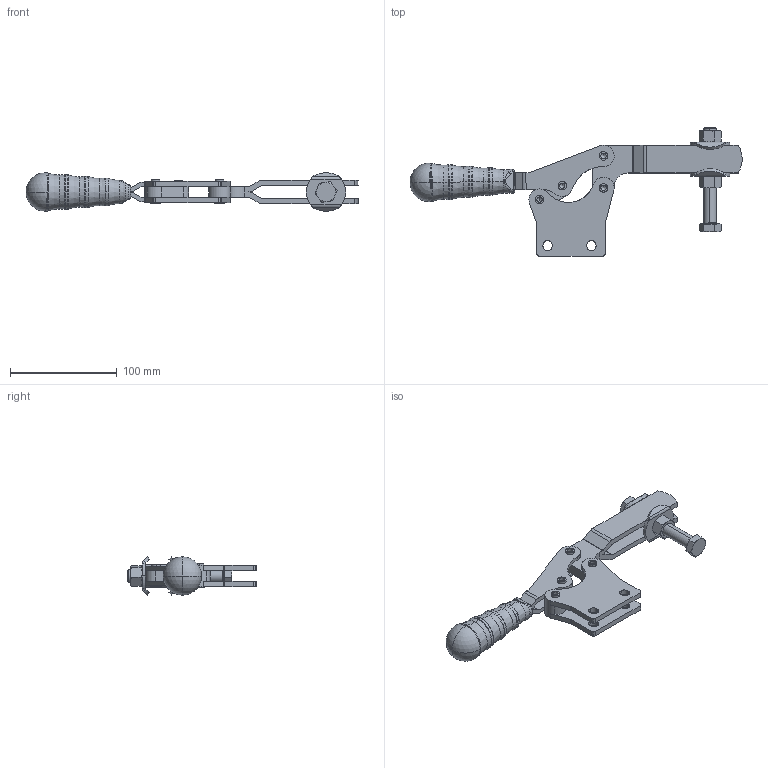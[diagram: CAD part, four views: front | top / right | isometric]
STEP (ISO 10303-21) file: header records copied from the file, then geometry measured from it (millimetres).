
FILE_DESCRIPTION((''),'2;1');
FILE_NAME('126.1.stp','2005-09-27T16:21:34',('Kysilko'),(''),'Autodesk Inventor 8','Autodesk Inventor 8','');
FILE_SCHEMA(('AUTOMOTIVE_DESIGN { 1 0 10303 214 1 1 1 1 }'));
Length unit declared in the file: millimetre
Products named in the file (1): Part29
Bounding box: 311.45 x 120.65 x 36 mm (x, y, z)
Volume: 188190.6 mm3; surface area: 69021.3 mm2
Topology: 1 solids, 5 shells, 1019 faces, 2707 edges, 1555 vertices
Faces by surface type: plane 411, cone 364, cylinder 119, bspline 103, sphere 14, torus 8
Entity records: 35800 total; most frequent: CARTESIAN_POINT 11711, ORIENTED_EDGE 5386, DIRECTION 5029, EDGE_CURVE 2693, AXIS2_PLACEMENT_3D 2069, VERTEX_POINT 1555, EDGE_LOOP 1200, CIRCLE 1152
